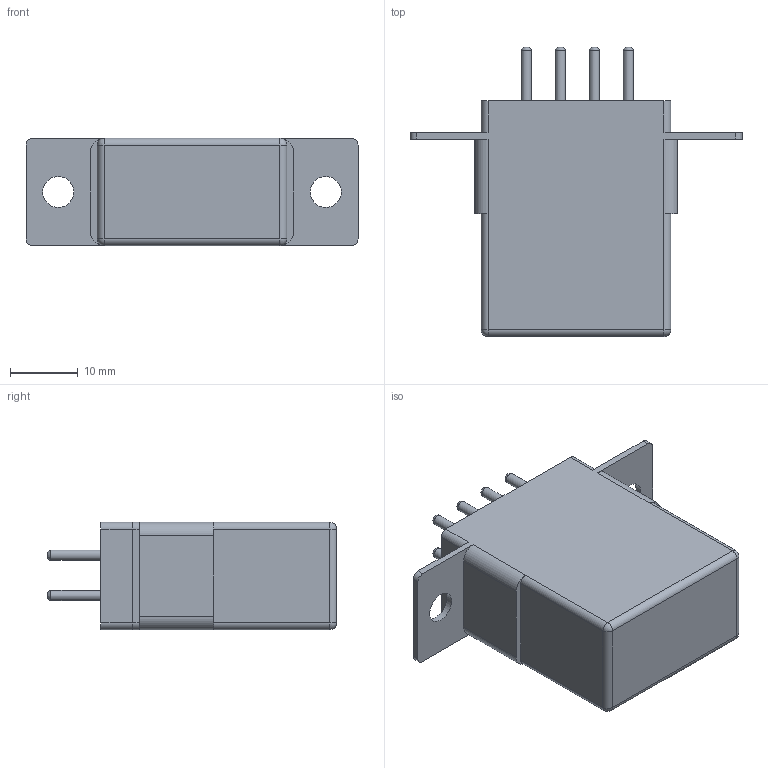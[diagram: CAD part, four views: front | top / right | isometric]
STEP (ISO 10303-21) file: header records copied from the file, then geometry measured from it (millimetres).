
FILE_DESCRIPTION(/* description */ (''),/* implementation_level */ '2;1');
FILE_NAME(/* name */ 'relay2.stp',/* time_stamp */ '2023-04-17T12:21:20+05:00',/* author */ ('NGP'),/* organization */ (''),/* preprocessor_version */ 'ST-DEVELOPER v18',/* originating_system */ 'Autodesk Inventor 2020',/* authorisation */ '');
FILE_SCHEMA (('AUTOMOTIVE_DESIGN { 1 0 10303 214 3 1 1 }'));
Length unit declared in the file: millimetre
Products named in the file (1): relay
Bounding box: 49.14 x 42.8 x 15.9 mm (x, y, z)
Volume: 16254 mm3; surface area: 4853.8 mm2
Topology: 1 solids, 1 shells, 68 faces, 184 edges, 126 vertices
Faces by surface type: cylinder 30, plane 26, bspline 8, sphere 4
Full cylindrical faces by diameter (mm): 1.52 x8, 4.6 x2
Entity records: 2443 total; most frequent: CARTESIAN_POINT 587, DIRECTION 416, ORIENTED_EDGE 368, EDGE_CURVE 184, AXIS2_PLACEMENT_3D 171, VERTEX_POINT 126, CIRCLE 110, EDGE_LOOP 80
